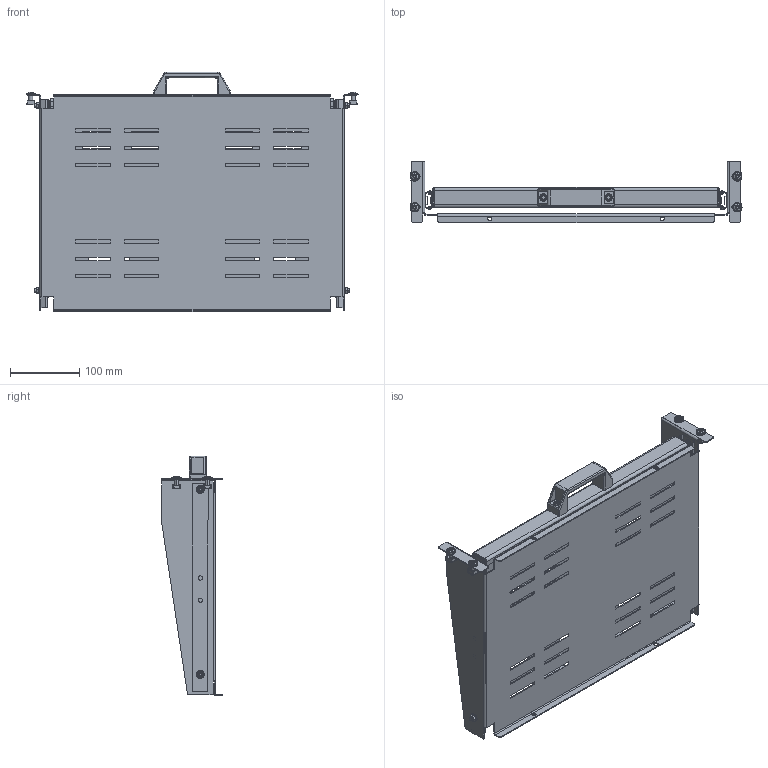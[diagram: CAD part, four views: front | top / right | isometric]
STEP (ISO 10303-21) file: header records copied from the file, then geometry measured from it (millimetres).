
FILE_DESCRIPTION (( 'STEP AP203' ), '1' );
FILE_NAME ('R5REIT30.STEP', '2014-04-04T10:03:16', ( 'admin' ), ( '' ), 'SwSTEP 2.0', 'SolidWorks 2013', '' );
FILE_SCHEMA (( 'CONFIG_CONTROL_DESIGN' ));
Length unit declared in the file: millimetre
Products named in the file (15): A0200021_A0200021; GUIDA 300 PARTE FISSA; A3300002; BINARIO GUIDA; A5100369_A5100369; GUIDA 300 PARTE  MOBILE; A0200080_A0200080; A6100301_A6100301; A3400002; AC00C274_AC00C274; R5REIT30; A3300001_A3300001; QB09C611_QB09C611; A6100219_A6100219; QB09C610_QB09C610
Assembly tree (41 placements, depth 3):
  R5REIT30
    QB09C610_QB09C610
    A6100301_A6100301  x2
      GUIDA 300 PARTE FISSA
      BINARIO GUIDA
      GUIDA 300 PARTE  MOBILE
    AC00C274_AC00C274  x8
    A3300001_A3300001  x8
    QB09C611_QB09C611
    A6100219_A6100219
    A0200021_A0200021  x2
    A3300002  x2
    A5100369_A5100369  x4
    A0200080_A0200080  x4
    A3400002  x4
Bounding box: 479.1 x 88 x 345.72 mm (x, y, z)
Volume: 638329.7 mm3; surface area: 797215.5 mm2
Topology: 43 solids, 43 shells, 1965 faces, 5260 edges, 3395 vertices
Faces by surface type: plane 1080, cylinder 506, cone 186, sphere 132, torus 49, bspline 12
Entity records: 29877 total; most frequent: CARTESIAN_POINT 6075, ORIENTED_EDGE 4456, DIRECTION 4430, EDGE_CURVE 2228, LINE 1492, VECTOR 1492, AXIS2_PLACEMENT_3D 1469, VERTEX_POINT 1435
